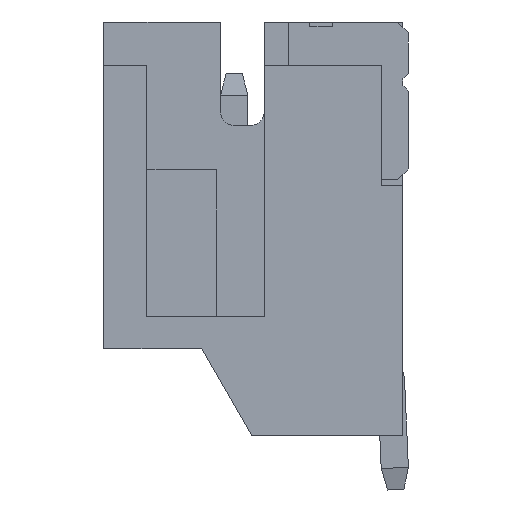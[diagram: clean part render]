
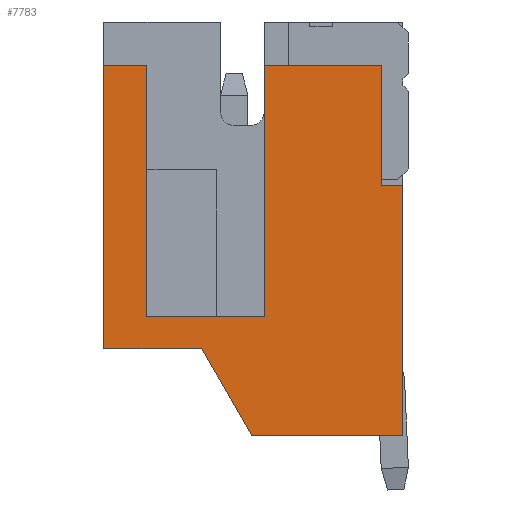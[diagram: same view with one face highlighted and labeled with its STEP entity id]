
A CAD part, left-side view. The second image highlights one B-rep face of the part: STEP entity #7783.
In plain terms, the highlighted planar face has unit normal (-1, 0, 0).
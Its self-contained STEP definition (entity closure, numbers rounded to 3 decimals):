
#238 = DIRECTION ( 'NONE',  ( 0., -1., 0. ) ) ;
#400 = FACE_OUTER_BOUND ( 'NONE', #5382, .T. ) ;
#670 = EDGE_CURVE ( 'NONE', #7327, #6868, #1898, .T. ) ;
#677 = CARTESIAN_POINT ( 'NONE',  ( -3.95, 2.776, -7.6 ) ) ;
#732 = ORIENTED_EDGE ( 'NONE', *, *, #5596, .F. ) ;
#800 = EDGE_CURVE ( 'NONE', #6060, #6868, #3406, .T. ) ;
#828 = CARTESIAN_POINT ( 'NONE',  ( -3.95, 4.705, -0.8 ) ) ;
#849 = ORIENTED_EDGE ( 'NONE', *, *, #670, .F. ) ;
#912 = CARTESIAN_POINT ( 'NONE',  ( -3.95, 5.5, -0.8 ) ) ;
#989 = CARTESIAN_POINT ( 'NONE',  ( -3.95, 4.705, -5.415 ) ) ;
#1334 = DIRECTION ( 'NONE',  ( 0., -1., 0. ) ) ;
#1400 = CARTESIAN_POINT ( 'NONE',  ( -3.95, 5.5, 0. ) ) ;
#1405 = AXIS2_PLACEMENT_3D ( 'NONE', #3618, #4295, #3032 ) ;
#1463 = DIRECTION ( 'NONE',  ( 0., -1., 0. ) ) ;
#1505 = ORIENTED_EDGE ( 'NONE', *, *, #1607, .F. ) ;
#1572 = CARTESIAN_POINT ( 'NONE',  ( -3.95, 0.4, -0.8 ) ) ;
#1607 = EDGE_CURVE ( 'NONE', #2718, #5084, #2015, .T. ) ;
#1687 = ORIENTED_EDGE ( 'NONE', *, *, #3079, .F. ) ;
#1721 = ORIENTED_EDGE ( 'NONE', *, *, #3556, .T. ) ;
#1790 = LINE ( 'NONE', #3691, #3186 ) ;
#1898 = LINE ( 'NONE', #677, #4804 ) ;
#1948 = LINE ( 'NONE', #5781, #7316 ) ;
#1950 = ORIENTED_EDGE ( 'NONE', *, *, #3538, .F. ) ;
#1953 = ORIENTED_EDGE ( 'NONE', *, *, #800, .T. ) ;
#2015 = LINE ( 'NONE', #7055, #4626 ) ;
#2029 = LINE ( 'NONE', #1400, #7569 ) ;
#2153 = CARTESIAN_POINT ( 'NONE',  ( -3.95, 0.4, -3. ) ) ;
#2442 = ORIENTED_EDGE ( 'NONE', *, *, #5086, .F. ) ;
#2610 = VERTEX_POINT ( 'NONE', #8153 ) ;
#2639 = DIRECTION ( 'NONE',  ( 0., 1., 0. ) ) ;
#2718 = VERTEX_POINT ( 'NONE', #6063 ) ;
#2819 = CARTESIAN_POINT ( 'NONE',  ( -3.95, 2.55, 0. ) ) ;
#3032 = DIRECTION ( 'NONE',  ( 0., 0., -1. ) ) ;
#3045 = VECTOR ( 'NONE', #4909, 1000. ) ;
#3079 = EDGE_CURVE ( 'NONE', #6060, #2610, #2029, .T. ) ;
#3120 = CARTESIAN_POINT ( 'NONE',  ( -3.95, 0., -7.6 ) ) ;
#3186 = VECTOR ( 'NONE', #5009, 1000. ) ;
#3245 = CARTESIAN_POINT ( 'NONE',  ( -3.95, 5.5, -3. ) ) ;
#3406 = LINE ( 'NONE', #6560, #5997 ) ;
#3413 = EDGE_CURVE ( 'NONE', #7274, #6914, #4250, .T. ) ;
#3441 = LINE ( 'NONE', #2819, #4296 ) ;
#3538 = EDGE_CURVE ( 'NONE', #2610, #4921, #6627, .T. ) ;
#3556 = EDGE_CURVE ( 'NONE', #2718, #6778, #3441, .T. ) ;
#3618 = CARTESIAN_POINT ( 'NONE',  ( -3.95, 5.5, 0. ) ) ;
#3673 = LINE ( 'NONE', #5532, #3045 ) ;
#3691 = CARTESIAN_POINT ( 'NONE',  ( -3.95, 0., -7.6 ) ) ;
#4047 = DIRECTION ( 'NONE',  ( 0., 0., -1. ) ) ;
#4163 = DIRECTION ( 'NONE',  ( 0., -1., 0. ) ) ;
#4191 = DIRECTION ( 'NONE',  ( 0., 1., 0. ) ) ;
#4250 = LINE ( 'NONE', #3245, #6108 ) ;
#4295 = DIRECTION ( 'NONE',  ( 1., 0., 0. ) ) ;
#4296 = VECTOR ( 'NONE', #4047, 1000. ) ;
#4572 = CARTESIAN_POINT ( 'NONE',  ( -3.95, 5.5, -6. ) ) ;
#4626 = VECTOR ( 'NONE', #1334, 1000. ) ;
#4681 = CARTESIAN_POINT ( 'NONE',  ( -3.95, 0., -3. ) ) ;
#4757 = CARTESIAN_POINT ( 'NONE',  ( -3.95, 3.7, -6. ) ) ;
#4793 = LINE ( 'NONE', #6699, #6945 ) ;
#4804 = VECTOR ( 'NONE', #6976, 1000. ) ;
#4909 = DIRECTION ( 'NONE',  ( 0., 0., -1. ) ) ;
#4921 = VERTEX_POINT ( 'NONE', #828 ) ;
#5009 = DIRECTION ( 'NONE',  ( 0., 0., -1. ) ) ;
#5019 = CARTESIAN_POINT ( 'NONE',  ( -3.95, 2.55, -5.415 ) ) ;
#5084 = VERTEX_POINT ( 'NONE', #1572 ) ;
#5086 = EDGE_CURVE ( 'NONE', #6183, #7327, #4793, .T. ) ;
#5382 = EDGE_LOOP ( 'NONE', ( #1721, #5505, #7913, #1950, #1687, #1953, #849, #2442, #5520, #6956, #732, #1505 ) ) ;
#5505 = ORIENTED_EDGE ( 'NONE', *, *, #5724, .T. ) ;
#5520 = ORIENTED_EDGE ( 'NONE', *, *, #7164, .F. ) ;
#5532 = CARTESIAN_POINT ( 'NONE',  ( -3.95, 0.4, 0. ) ) ;
#5559 = PLANE ( 'NONE',  #1405 ) ;
#5596 = EDGE_CURVE ( 'NONE', #5084, #7274, #3673, .T. ) ;
#5724 = EDGE_CURVE ( 'NONE', #6778, #6235, #1948, .T. ) ;
#5781 = CARTESIAN_POINT ( 'NONE',  ( -3.95, 4.705, -5.415 ) ) ;
#5997 = VECTOR ( 'NONE', #238, 1000. ) ;
#6060 = VERTEX_POINT ( 'NONE', #4572 ) ;
#6063 = CARTESIAN_POINT ( 'NONE',  ( -3.95, 2.55, -0.8 ) ) ;
#6080 = CARTESIAN_POINT ( 'NONE',  ( -3.95, 4.705, -0.8 ) ) ;
#6108 = VECTOR ( 'NONE', #1463, 1000. ) ;
#6183 = VERTEX_POINT ( 'NONE', #3120 ) ;
#6235 = VERTEX_POINT ( 'NONE', #989 ) ;
#6560 = CARTESIAN_POINT ( 'NONE',  ( -3.95, 3.7, -6. ) ) ;
#6627 = LINE ( 'NONE', #912, #7345 ) ;
#6699 = CARTESIAN_POINT ( 'NONE',  ( -3.95, 5.5, -7.6 ) ) ;
#6778 = VERTEX_POINT ( 'NONE', #5019 ) ;
#6868 = VERTEX_POINT ( 'NONE', #4757 ) ;
#6914 = VERTEX_POINT ( 'NONE', #4681 ) ;
#6945 = VECTOR ( 'NONE', #4191, 1000. ) ;
#6956 = ORIENTED_EDGE ( 'NONE', *, *, #3413, .F. ) ;
#6976 = DIRECTION ( 'NONE',  ( 0., 0.5, 0.866 ) ) ;
#7055 = CARTESIAN_POINT ( 'NONE',  ( -3.95, 5.5, -0.8 ) ) ;
#7086 = EDGE_CURVE ( 'NONE', #6235, #4921, #7328, .T. ) ;
#7164 = EDGE_CURVE ( 'NONE', #6914, #6183, #1790, .T. ) ;
#7274 = VERTEX_POINT ( 'NONE', #2153 ) ;
#7283 = DIRECTION ( 'NONE',  ( 0., 0., 1. ) ) ;
#7316 = VECTOR ( 'NONE', #2639, 1000. ) ;
#7327 = VERTEX_POINT ( 'NONE', #7351 ) ;
#7328 = LINE ( 'NONE', #6080, #7735 ) ;
#7345 = VECTOR ( 'NONE', #4163, 1000. ) ;
#7351 = CARTESIAN_POINT ( 'NONE',  ( -3.95, 2.776, -7.6 ) ) ;
#7569 = VECTOR ( 'NONE', #7812, 1000. ) ;
#7735 = VECTOR ( 'NONE', #7283, 1000. ) ;
#7783 = ADVANCED_FACE ( 'NONE', ( #400 ), #5559, .F. ) ;
#7812 = DIRECTION ( 'NONE',  ( 0., 0., 1. ) ) ;
#7913 = ORIENTED_EDGE ( 'NONE', *, *, #7086, .T. ) ;
#8153 = CARTESIAN_POINT ( 'NONE',  ( -3.95, 5.5, -0.8 ) ) ;
